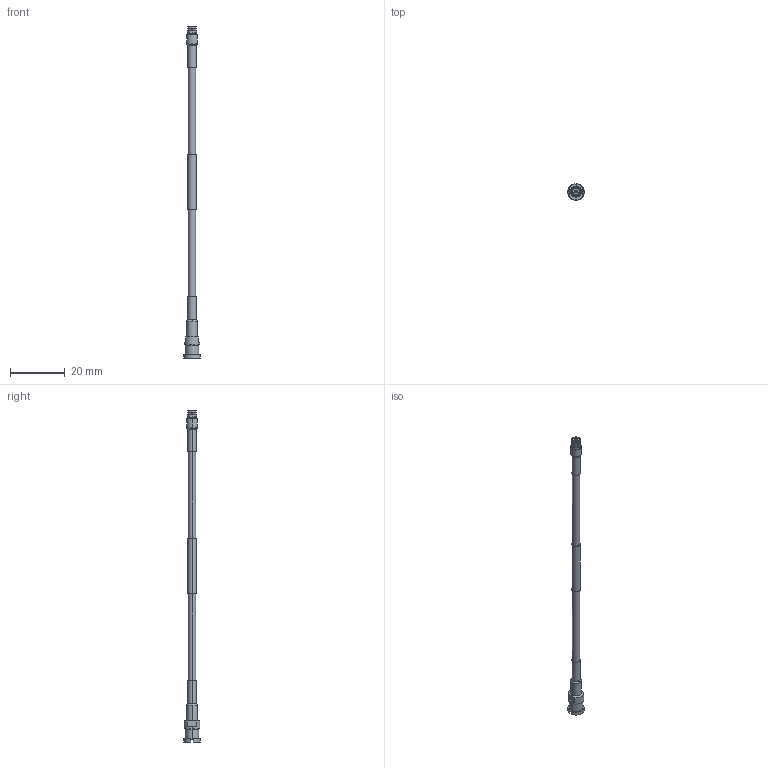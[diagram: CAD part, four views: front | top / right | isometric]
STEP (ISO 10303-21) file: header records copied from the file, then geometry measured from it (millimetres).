
FILE_DESCRIPTION (( 'STEP AP214' ), '1' );
FILE_NAME ('FMC2233085_3D.step', '2024-07-09T17:08:58', ( '' ), ( '' ), 'SwSTEP 2.0', 'SolidWorks 2022', '' );
FILE_SCHEMA (( 'AUTOMOTIVE_DESIGN' ));
Length unit declared in the file: inch
Products named in the file (5): SC5161_3D^FMC2233085; FMC2233085_3D; Heat shrink^FMC2233085; Coax Cable^FMC2233085_FM-F086; SC5152_3D^FMC2233085
Assembly tree (4 placements, depth 2):
  FMC2233085_3D
    Coax Cable^FMC2233085_FM-F086
    SC5152_3D^FMC2233085
    SC5161_3D^FMC2233085
    Heat shrink^FMC2233085
Bounding box: 5.97 x 5.97 x 121.57 mm (x, y, z)
Volume: 1066.1 mm3; surface area: 1749.5 mm2
Topology: 8 solids, 8 shells, 185 faces, 473 edges, 307 vertices
Faces by surface type: cylinder 79, plane 77, cone 21, bspline 4, sphere 2, torus 2
Entity records: 6538 total; most frequent: CARTESIAN_POINT 1714, DIRECTION 976, ORIENTED_EDGE 940, EDGE_CURVE 470, AXIS2_PLACEMENT_3D 396, VERTEX_POINT 306, CIRCLE 208, EDGE_LOOP 202
